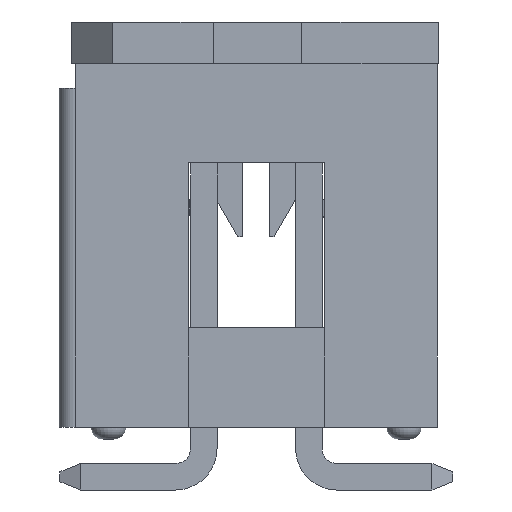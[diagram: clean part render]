
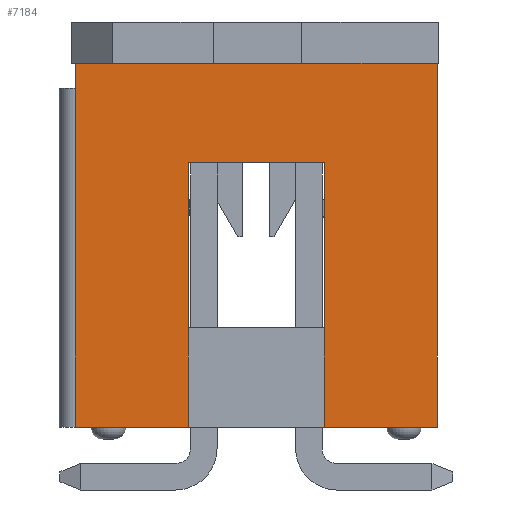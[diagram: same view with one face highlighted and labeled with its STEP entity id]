
A CAD part, left-side view. The second image highlights one B-rep face of the part: STEP entity #7184.
In plain terms, the highlighted planar face has unit normal (-1, 0, 0).
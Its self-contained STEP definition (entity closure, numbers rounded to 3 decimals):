
#172=LINE('',#9400,#919);
#176=LINE('',#9408,#923);
#360=LINE('',#9780,#1107);
#385=LINE('',#9831,#1132);
#386=LINE('',#9834,#1133);
#387=LINE('',#9835,#1134);
#388=LINE('',#9836,#1135);
#389=LINE('',#9837,#1136);
#919=VECTOR('',#7908,1000.);
#923=VECTOR('',#7912,1000.);
#1107=VECTOR('',#8102,1000.);
#1132=VECTOR('',#8141,1000.);
#1133=VECTOR('',#8142,1000.);
#1134=VECTOR('',#8143,1000.);
#1135=VECTOR('',#8144,1000.);
#1136=VECTOR('',#8145,1000.);
#1896=ORIENTED_EDGE('',*,*,#3423,.T.);
#1897=ORIENTED_EDGE('',*,*,#3424,.T.);
#1898=ORIENTED_EDGE('',*,*,#3207,.F.);
#1899=ORIENTED_EDGE('',*,*,#3425,.T.);
#1900=ORIENTED_EDGE('',*,*,#3396,.T.);
#1901=ORIENTED_EDGE('',*,*,#3426,.F.);
#1902=ORIENTED_EDGE('',*,*,#3211,.F.);
#1903=ORIENTED_EDGE('',*,*,#3427,.F.);
#3207=EDGE_CURVE('',#3974,#3975,#172,.T.);
#3211=EDGE_CURVE('',#3978,#3979,#176,.T.);
#3396=EDGE_CURVE('',#4164,#4163,#360,.T.);
#3423=EDGE_CURVE('',#4183,#4184,#385,.T.);
#3424=EDGE_CURVE('',#4184,#3975,#386,.T.);
#3425=EDGE_CURVE('',#3974,#4164,#387,.T.);
#3426=EDGE_CURVE('',#3979,#4163,#388,.T.);
#3427=EDGE_CURVE('',#4183,#3978,#389,.T.);
#3974=VERTEX_POINT('',#9399);
#3975=VERTEX_POINT('',#9401);
#3978=VERTEX_POINT('',#9407);
#3979=VERTEX_POINT('',#9409);
#4163=VERTEX_POINT('',#9779);
#4164=VERTEX_POINT('',#9781);
#4183=VERTEX_POINT('',#9832);
#4184=VERTEX_POINT('',#9833);
#4494=EDGE_LOOP('',(#1896,#1897,#1898,#1899,#1900,#1901,#1902,#1903));
#4871=FACE_BOUND('',#4494,.T.);
#5192=PLANE('',#7519);
#7184=ADVANCED_FACE('',(#4871),#5192,.T.);
#7519=AXIS2_PLACEMENT_3D('',#9830,#8139,#8140);
#7908=DIRECTION('',(0.,1.,0.));
#7912=DIRECTION('',(0.,1.,0.));
#8102=DIRECTION('',(0.,1.,0.));
#8139=DIRECTION('',(-1.,0.,0.));
#8140=DIRECTION('',(0.,0.,1.));
#8141=DIRECTION('',(0.,-1.,0.));
#8142=DIRECTION('',(0.,0.,-1.));
#8143=DIRECTION('',(0.,0.,1.));
#8144=DIRECTION('',(0.,0.,1.));
#8145=DIRECTION('',(0.,0.,-1.));
#9399=CARTESIAN_POINT('',(-19.05,-4.375,-4.4));
#9400=CARTESIAN_POINT('',(-19.05,-4.375,-4.4));
#9401=CARTESIAN_POINT('',(-19.05,-1.65,-4.4));
#9407=CARTESIAN_POINT('',(-19.05,1.65,-4.4));
#9408=CARTESIAN_POINT('',(-19.05,-4.375,-4.4));
#9409=CARTESIAN_POINT('',(-19.05,4.375,-4.4));
#9779=CARTESIAN_POINT('',(-19.05,4.375,4.4));
#9780=CARTESIAN_POINT('',(-19.05,-4.375,4.4));
#9781=CARTESIAN_POINT('',(-19.05,-4.375,4.4));
#9830=CARTESIAN_POINT('',(-19.05,-4.375,-4.4));
#9831=CARTESIAN_POINT('',(-19.05,1.65,2.));
#9832=CARTESIAN_POINT('',(-19.05,1.65,2.));
#9833=CARTESIAN_POINT('',(-19.05,-1.65,2.));
#9834=CARTESIAN_POINT('',(-19.05,-1.65,2.));
#9835=CARTESIAN_POINT('',(-19.05,-4.375,-4.4));
#9836=CARTESIAN_POINT('',(-19.05,4.375,-4.4));
#9837=CARTESIAN_POINT('',(-19.05,1.65,2.));
